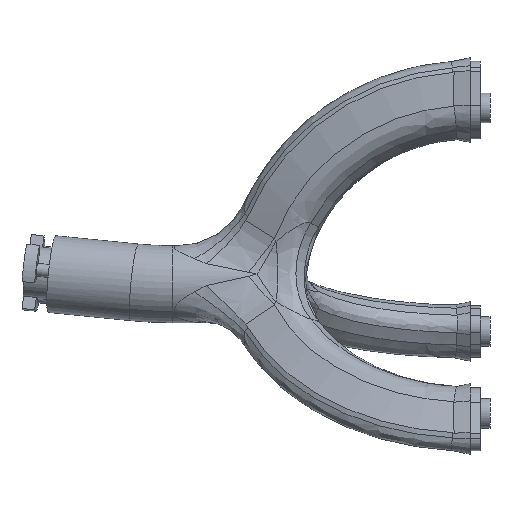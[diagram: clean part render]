
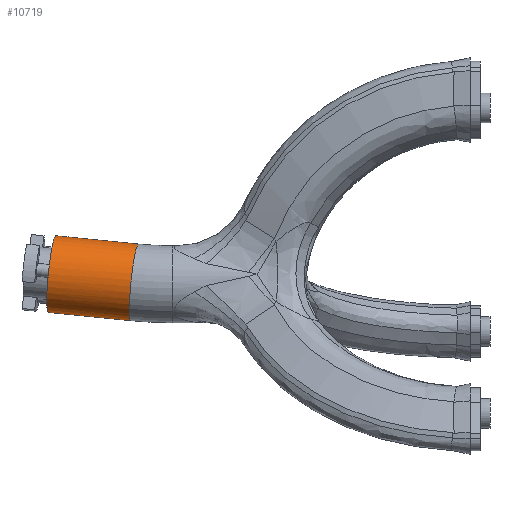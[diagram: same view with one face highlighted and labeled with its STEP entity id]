
A CAD part, left-side view. The second image highlights one B-rep face of the part: STEP entity #10719.
In plain terms, the highlighted cylindrical face has radius 6 mm (diameter 12 mm), a partial arc.
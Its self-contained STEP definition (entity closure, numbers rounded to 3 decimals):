
#162 = ORIENTED_EDGE ( 'NONE', *, *, #6097, .F. ) ;
#216 = VERTEX_POINT ( 'NONE', #4584 ) ;
#676 = ORIENTED_EDGE ( 'NONE', *, *, #2761, .T. ) ;
#813 = LINE ( 'NONE', #9012, #5339 ) ;
#968 = DIRECTION ( 'NONE',  ( -0.005, -0.098, 0.995 ) ) ;
#1539 = DIRECTION ( 'NONE',  ( -0.005, -0.098, 0.995 ) ) ;
#1599 = ORIENTED_EDGE ( 'NONE', *, *, #7513, .F. ) ;
#2413 = CARTESIAN_POINT ( 'NONE',  ( 16.289, 51.737, 22.26 ) ) ;
#2428 = AXIS2_PLACEMENT_3D ( 'NONE', #6245, #9252, #7269 ) ;
#2761 = EDGE_CURVE ( 'NONE', #5991, #10928, #10745, .T. ) ;
#3349 = EDGE_CURVE ( 'NONE', #10928, #8834, #3626, .T. ) ;
#3626 = CIRCLE ( 'NONE', #5351, 6. ) ;
#4167 = DIRECTION ( 'NONE',  ( 0.098, 0.99, 0.098 ) ) ;
#4407 = VERTEX_POINT ( 'NONE', #10410 ) ;
#4584 = CARTESIAN_POINT ( 'NONE',  ( 17.568, 65.797, 11.598 ) ) ;
#4745 = ORIENTED_EDGE ( 'NONE', *, *, #3349, .T. ) ;
#5339 = VECTOR ( 'NONE', #9188, 1000. ) ;
#5351 = AXIS2_PLACEMENT_3D ( 'NONE', #5552, #9938, #968 ) ;
#5413 = EDGE_CURVE ( 'NONE', #8834, #4407, #813, .T. ) ;
#5512 = CARTESIAN_POINT ( 'NONE',  ( 12.088, 53.166, 12.088 ) ) ;
#5552 = CARTESIAN_POINT ( 'NONE',  ( 16.289, 52.331, 16.289 ) ) ;
#5775 = EDGE_LOOP ( 'NONE', ( #1599, #676, #4745, #8123, #162 ) ) ;
#5991 = VERTEX_POINT ( 'NONE', #9607 ) ;
#6097 = EDGE_CURVE ( 'NONE', #216, #4407, #7067, .T. ) ;
#6147 = LINE ( 'NONE', #10605, #7010 ) ;
#6245 = CARTESIAN_POINT ( 'NONE',  ( 16.289, 52.331, 16.289 ) ) ;
#6309 = FACE_OUTER_BOUND ( 'NONE', #5775, .T. ) ;
#7010 = VECTOR ( 'NONE', #4167, 1000. ) ;
#7067 = CIRCLE ( 'NONE', #9950, 6. ) ;
#7269 = DIRECTION ( 'NONE',  ( 0., -0.099, 0.995 ) ) ;
#7513 = EDGE_CURVE ( 'NONE', #5991, #216, #6147, .T. ) ;
#7560 = CARTESIAN_POINT ( 'NONE',  ( 17.568, 65.204, 17.568 ) ) ;
#8094 = CARTESIAN_POINT ( 'NONE',  ( 16.289, 52.331, 16.289 ) ) ;
#8123 = ORIENTED_EDGE ( 'NONE', *, *, #5413, .T. ) ;
#8822 = DIRECTION ( 'NONE',  ( 0.098, 0.99, 0.098 ) ) ;
#8834 = VERTEX_POINT ( 'NONE', #2413 ) ;
#9012 = CARTESIAN_POINT ( 'NONE',  ( 16.289, 51.737, 22.26 ) ) ;
#9188 = DIRECTION ( 'NONE',  ( 0.098, 0.99, 0.098 ) ) ;
#9252 = DIRECTION ( 'NONE',  ( 0.098, 0.99, 0.098 ) ) ;
#9423 = DIRECTION ( 'NONE',  ( 0., -0.099, 0.995 ) ) ;
#9607 = CARTESIAN_POINT ( 'NONE',  ( 16.289, 52.924, 10.318 ) ) ;
#9938 = DIRECTION ( 'NONE',  ( 0.098, 0.99, 0.098 ) ) ;
#9950 = AXIS2_PLACEMENT_3D ( 'NONE', #7560, #11240, #9423 ) ;
#9960 = AXIS2_PLACEMENT_3D ( 'NONE', #8094, #8822, #1539 ) ;
#10410 = CARTESIAN_POINT ( 'NONE',  ( 17.568, 64.611, 23.539 ) ) ;
#10605 = CARTESIAN_POINT ( 'NONE',  ( 16.289, 52.924, 10.318 ) ) ;
#10719 = ADVANCED_FACE ( 'NONE', ( #6309 ), #11064, .T. ) ;
#10745 = CIRCLE ( 'NONE', #9960, 6. ) ;
#10928 = VERTEX_POINT ( 'NONE', #5512 ) ;
#11064 = CYLINDRICAL_SURFACE ( 'NONE', #2428, 6. ) ;
#11240 = DIRECTION ( 'NONE',  ( 0.098, 0.99, 0.098 ) ) ;
